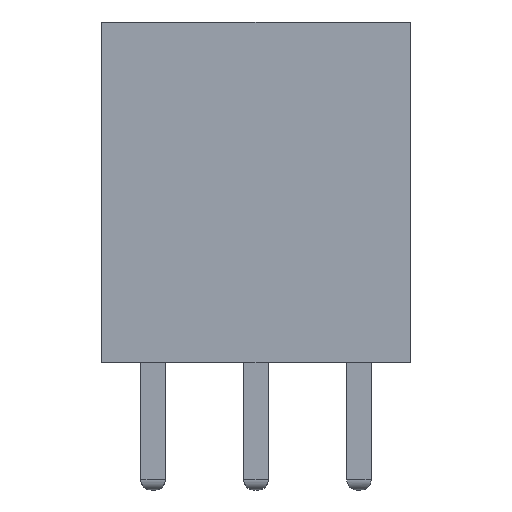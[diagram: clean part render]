
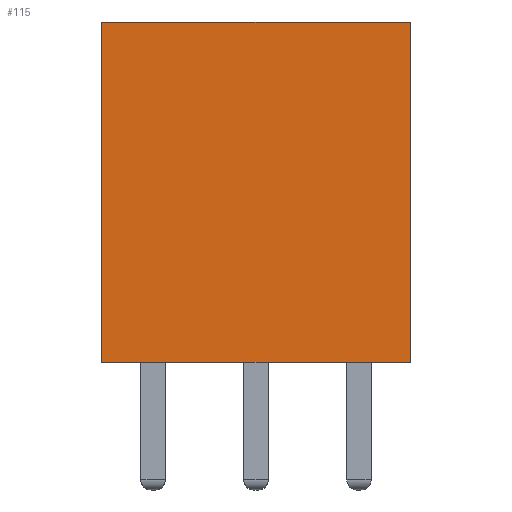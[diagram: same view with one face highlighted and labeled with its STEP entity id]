
A CAD part, left-side view. The second image highlights one B-rep face of the part: STEP entity #115.
In plain terms, the highlighted planar face has unit normal (-1, 0, 0).
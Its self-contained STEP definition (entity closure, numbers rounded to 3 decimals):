
#24 = DIRECTION ( 'NONE',  ( 0., 1., 0. ) ) ;
#88 = LINE ( 'NONE', #109, #1411 ) ;
#106 = FACE_OUTER_BOUND ( 'NONE', #1058, .T. ) ;
#109 = CARTESIAN_POINT ( 'NONE',  ( -1.25, 5.08, 0. ) ) ;
#115 = ADVANCED_FACE ( 'NONE', ( #106 ), #372, .F. ) ;
#159 = CARTESIAN_POINT ( 'NONE',  ( -1.25, 0., 0. ) ) ;
#187 = ORIENTED_EDGE ( 'NONE', *, *, #1819, .F. ) ;
#247 = EDGE_CURVE ( 'NONE', #907, #781, #539, .T. ) ;
#349 = CARTESIAN_POINT ( 'NONE',  ( -1.25, 12.7, 8.4 ) ) ;
#365 = DIRECTION ( 'NONE',  ( 0., 0., -1. ) ) ;
#372 = PLANE ( 'NONE',  #550 ) ;
#376 = VERTEX_POINT ( 'NONE', #1792 ) ;
#387 = EDGE_CURVE ( 'NONE', #781, #1518, #1753, .T. ) ;
#481 = CARTESIAN_POINT ( 'NONE',  ( -1.25, 0., 8.4 ) ) ;
#539 = LINE ( 'NONE', #1104, #632 ) ;
#550 = AXIS2_PLACEMENT_3D ( 'NONE', #938, #1089, #687 ) ;
#571 = CARTESIAN_POINT ( 'NONE',  ( -1.25, 5.08, 8.4 ) ) ;
#632 = VECTOR ( 'NONE', #1667, 1000. ) ;
#687 = DIRECTION ( 'NONE',  ( 0., 0., -1. ) ) ;
#781 = VERTEX_POINT ( 'NONE', #349 ) ;
#907 = VERTEX_POINT ( 'NONE', #1406 ) ;
#925 = EDGE_CURVE ( 'NONE', #376, #907, #1169, .T. ) ;
#938 = CARTESIAN_POINT ( 'NONE',  ( -1.25, 0., 0. ) ) ;
#947 = DIRECTION ( 'NONE',  ( 0., -1., 0. ) ) ;
#990 = VECTOR ( 'NONE', #947, 1000. ) ;
#1051 = VECTOR ( 'NONE', #24, 1000. ) ;
#1058 = EDGE_LOOP ( 'NONE', ( #1544, #1780, #187, #1561 ) ) ;
#1089 = DIRECTION ( 'NONE',  ( 1., 0., 0. ) ) ;
#1104 = CARTESIAN_POINT ( 'NONE',  ( -1.25, 12.7, 0. ) ) ;
#1169 = LINE ( 'NONE', #159, #1051 ) ;
#1406 = CARTESIAN_POINT ( 'NONE',  ( -1.25, 12.7, 0. ) ) ;
#1411 = VECTOR ( 'NONE', #365, 1000. ) ;
#1518 = VERTEX_POINT ( 'NONE', #571 ) ;
#1544 = ORIENTED_EDGE ( 'NONE', *, *, #247, .F. ) ;
#1561 = ORIENTED_EDGE ( 'NONE', *, *, #387, .F. ) ;
#1667 = DIRECTION ( 'NONE',  ( 0., 0., 1. ) ) ;
#1753 = LINE ( 'NONE', #481, #990 ) ;
#1780 = ORIENTED_EDGE ( 'NONE', *, *, #925, .F. ) ;
#1792 = CARTESIAN_POINT ( 'NONE',  ( -1.25, 5.08, 0. ) ) ;
#1819 = EDGE_CURVE ( 'NONE', #1518, #376, #88, .T. ) ;
